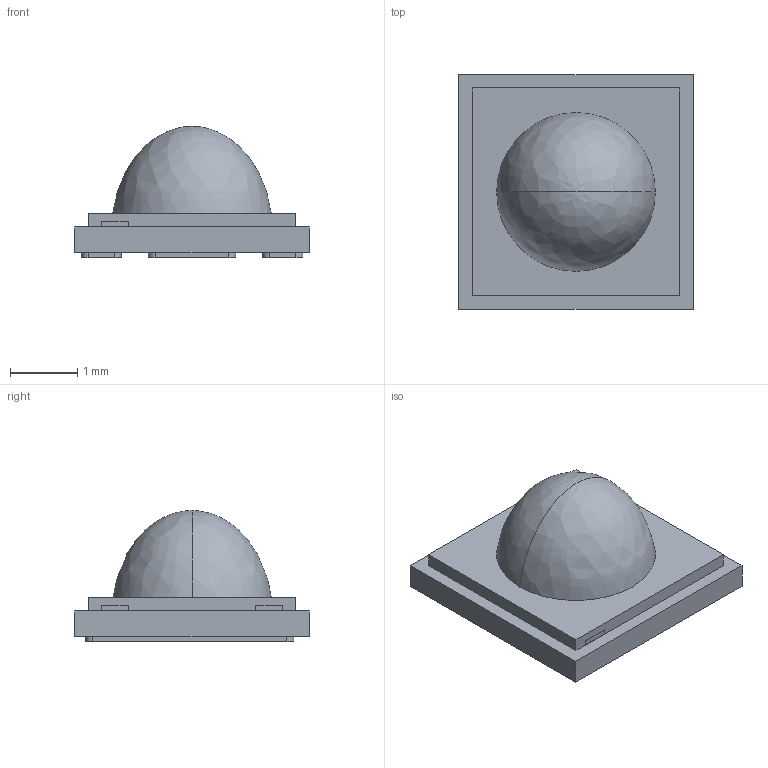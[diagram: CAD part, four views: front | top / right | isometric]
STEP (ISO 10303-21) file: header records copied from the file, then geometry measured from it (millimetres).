
FILE_DESCRIPTION (( 'STEP AP203' ), '1' );
FILE_NAME ('1414_3535.STEP', '2013-10-22T07:00:47', ( 'User' ), ( 'Everlight' ), 'SwSTEP 2.0', 'SolidWorks 2011', '' );
FILE_SCHEMA (( 'CONFIG_CONTROL_DESIGN' ));
Length unit declared in the file: millimetre
Products named in the file (1): C19
Bounding box: 3.5 x 3.5 x 1.96 mm (x, y, z)
Volume: 10.7 mm3; surface area: 73.5 mm2
Topology: 7 solids, 7 shells, 68 faces, 162 edges, 107 vertices
Faces by surface type: plane 52, cylinder 14, bspline 2
Entity records: 2029 total; most frequent: CARTESIAN_POINT 372, DIRECTION 322, ORIENTED_EDGE 320, EDGE_CURVE 160, VECTOR 128, LINE 128, VERTEX_POINT 107, AXIS2_PLACEMENT_3D 97
